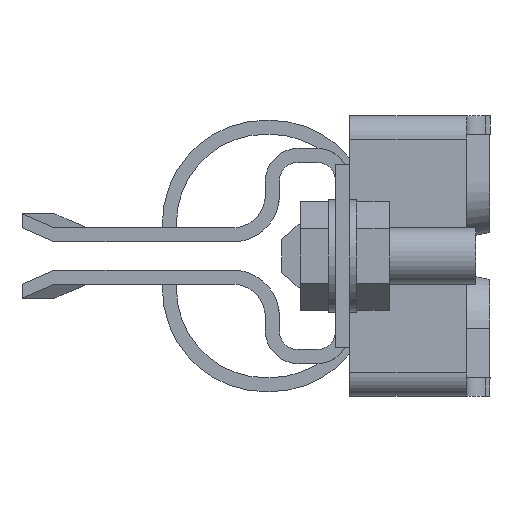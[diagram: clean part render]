
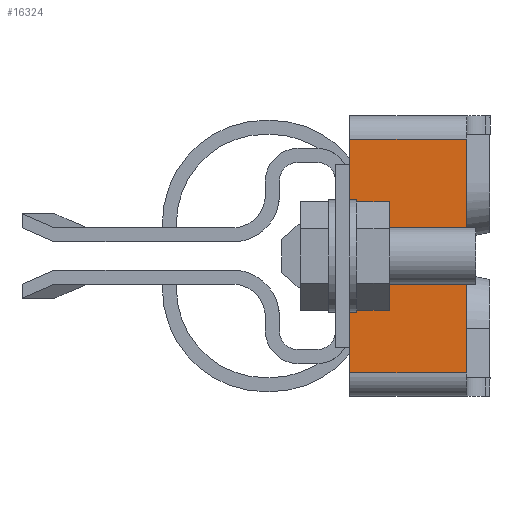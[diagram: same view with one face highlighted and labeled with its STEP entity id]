
A CAD part, left-side view. The second image highlights one B-rep face of the part: STEP entity #16324.
In plain terms, the highlighted planar face has unit normal (-1, 0, 0).
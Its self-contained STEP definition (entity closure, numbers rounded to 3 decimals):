
#83 = CARTESIAN_POINT ( 'NONE',  ( -80., 30., 25. ) ) ;
#547 = VERTEX_POINT ( 'NONE', #15313 ) ;
#795 = EDGE_CURVE ( 'NONE', #8107, #15518, #14535, .T. ) ;
#992 = LINE ( 'NONE', #6724, #7581 ) ;
#1474 = DIRECTION ( 'NONE',  ( 0., -1., 0. ) ) ;
#1598 = DIRECTION ( 'NONE',  ( 0., 0., 1. ) ) ;
#1790 = VERTEX_POINT ( 'NONE', #11762 ) ;
#2367 = DIRECTION ( 'NONE',  ( 0., 0., -1. ) ) ;
#2604 = CARTESIAN_POINT ( 'NONE',  ( -80., 30., -25. ) ) ;
#2632 = VERTEX_POINT ( 'NONE', #16880 ) ;
#2760 = CARTESIAN_POINT ( 'NONE',  ( -80., 30., 25. ) ) ;
#3937 = DIRECTION ( 'NONE',  ( 0., -1., 0. ) ) ;
#4095 = DIRECTION ( 'NONE',  ( 0., 0., 1. ) ) ;
#4209 = ORIENTED_EDGE ( 'NONE', *, *, #795, .T. ) ;
#4309 = FACE_OUTER_BOUND ( 'NONE', #8588, .T. ) ;
#4326 = ORIENTED_EDGE ( 'NONE', *, *, #17118, .F. ) ;
#5121 = ORIENTED_EDGE ( 'NONE', *, *, #7316, .F. ) ;
#6041 = ORIENTED_EDGE ( 'NONE', *, *, #6849, .F. ) ;
#6273 = LINE ( 'NONE', #8160, #16816 ) ;
#6724 = CARTESIAN_POINT ( 'NONE',  ( -80., 5., -30. ) ) ;
#6849 = EDGE_CURVE ( 'NONE', #1790, #2632, #15017, .T. ) ;
#6854 = EDGE_CURVE ( 'NONE', #15518, #7299, #992, .T. ) ;
#6864 = CARTESIAN_POINT ( 'NONE',  ( -80., 5., -25. ) ) ;
#7299 = VERTEX_POINT ( 'NONE', #9307 ) ;
#7316 = EDGE_CURVE ( 'NONE', #547, #7299, #7981, .T. ) ;
#7581 = VECTOR ( 'NONE', #8073, 1000. ) ;
#7981 = LINE ( 'NONE', #12015, #14586 ) ;
#8073 = DIRECTION ( 'NONE',  ( 0., 0., 1. ) ) ;
#8107 = VERTEX_POINT ( 'NONE', #16653 ) ;
#8160 = CARTESIAN_POINT ( 'NONE',  ( -80., 30., 25. ) ) ;
#8402 = VECTOR ( 'NONE', #4095, 1000. ) ;
#8588 = EDGE_LOOP ( 'NONE', ( #4209, #12504, #5121, #10374, #6041, #4326 ) ) ;
#9307 = CARTESIAN_POINT ( 'NONE',  ( -80., 5., 25. ) ) ;
#9430 = LINE ( 'NONE', #83, #16040 ) ;
#10243 = DIRECTION ( 'NONE',  ( 1., 0., 0. ) ) ;
#10374 = ORIENTED_EDGE ( 'NONE', *, *, #12289, .F. ) ;
#11027 = VECTOR ( 'NONE', #3937, 1000. ) ;
#11762 = CARTESIAN_POINT ( 'NONE',  ( -80., 30., -16.5 ) ) ;
#11910 = DIRECTION ( 'NONE',  ( 0., 0., 1. ) ) ;
#12015 = CARTESIAN_POINT ( 'NONE',  ( -80., 30., 25. ) ) ;
#12289 = EDGE_CURVE ( 'NONE', #2632, #547, #6273, .T. ) ;
#12504 = ORIENTED_EDGE ( 'NONE', *, *, #6854, .T. ) ;
#14072 = AXIS2_PLACEMENT_3D ( 'NONE', #15532, #10243, #2367 ) ;
#14187 = PLANE ( 'NONE',  #14072 ) ;
#14535 = LINE ( 'NONE', #2604, #11027 ) ;
#14586 = VECTOR ( 'NONE', #1474, 1000. ) ;
#15017 = LINE ( 'NONE', #2760, #8402 ) ;
#15313 = CARTESIAN_POINT ( 'NONE',  ( -80., 30., 25. ) ) ;
#15518 = VERTEX_POINT ( 'NONE', #6864 ) ;
#15532 = CARTESIAN_POINT ( 'NONE',  ( -80., 30., 25. ) ) ;
#16040 = VECTOR ( 'NONE', #11910, 1000. ) ;
#16324 = ADVANCED_FACE ( 'NONE', ( #4309 ), #14187, .F. ) ;
#16653 = CARTESIAN_POINT ( 'NONE',  ( -80., 30., -25. ) ) ;
#16816 = VECTOR ( 'NONE', #1598, 1000. ) ;
#16880 = CARTESIAN_POINT ( 'NONE',  ( -80., 30., 16.5 ) ) ;
#17118 = EDGE_CURVE ( 'NONE', #8107, #1790, #9430, .T. ) ;
